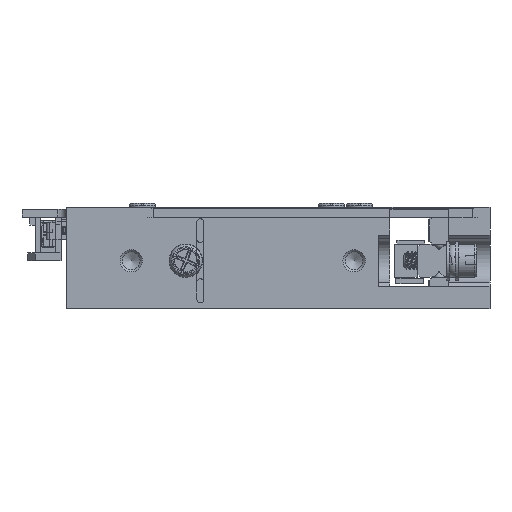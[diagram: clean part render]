
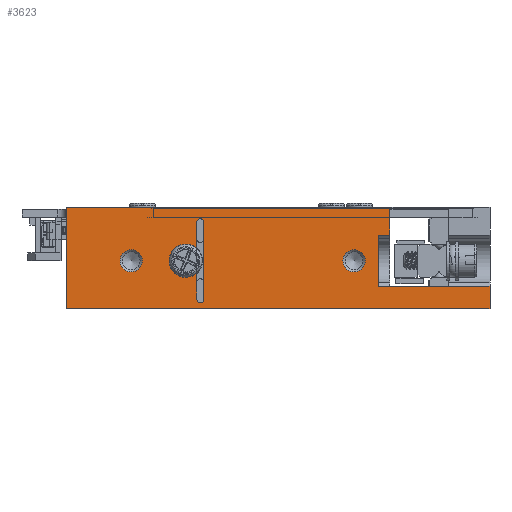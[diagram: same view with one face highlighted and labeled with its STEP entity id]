
A CAD part, left-side view. The second image highlights one B-rep face of the part: STEP entity #3623.
In plain terms, the highlighted planar face has unit normal (-1, 0, 0).
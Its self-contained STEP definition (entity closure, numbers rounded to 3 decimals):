
#995=PLANE('',#56056);
#3247=FACE_BOUND('',#9408,.T.);
#3248=FACE_BOUND('',#9409,.T.);
#3249=FACE_BOUND('',#9410,.T.);
#3250=FACE_BOUND('',#9411,.T.);
#3623=ADVANCED_FACE('',(#3247,#3248,#3249,#3250),#995,.F.);
#9408=EDGE_LOOP('',(#26452));
#9409=EDGE_LOOP('',(#26453));
#9410=EDGE_LOOP('',(#26454,#26455,#26456,#26457,#26458,#26459));
#9411=EDGE_LOOP('',(#26460,#26461,#26462,#26463,#26464,#26465,#26466,#26467,
#26468,#26469,#26470,#26471));
#12352=LINE('',#74183,#19291);
#12353=LINE('',#74188,#19292);
#12354=LINE('',#74192,#19293);
#12355=LINE('',#74195,#19294);
#12356=LINE('',#74198,#19295);
#12357=LINE('',#74200,#19296);
#12358=LINE('',#74202,#19297);
#12359=LINE('',#74204,#19298);
#12360=LINE('',#74206,#19299);
#12361=LINE('',#74208,#19300);
#12362=LINE('',#74210,#19301);
#12363=LINE('',#74212,#19302);
#12364=LINE('',#74214,#19303);
#12365=LINE('',#74216,#19304);
#12366=LINE('',#74218,#19305);
#19291=VECTOR('',#59953,1.);
#19292=VECTOR('',#59956,1.);
#19293=VECTOR('',#59959,1.);
#19294=VECTOR('',#59962,1.);
#19295=VECTOR('',#59963,1.);
#19296=VECTOR('',#59964,1.);
#19297=VECTOR('',#59965,1.);
#19298=VECTOR('',#59966,1.);
#19299=VECTOR('',#59967,1.);
#19300=VECTOR('',#59968,1.);
#19301=VECTOR('',#59969,1.);
#19302=VECTOR('',#59970,1.);
#19303=VECTOR('',#59971,1.);
#19304=VECTOR('',#59972,1.);
#19305=VECTOR('',#59973,1.);
#26452=ORIENTED_EDGE('',*,*,#47284,.T.);
#26453=ORIENTED_EDGE('',*,*,#47285,.T.);
#26454=ORIENTED_EDGE('',*,*,#47286,.F.);
#26455=ORIENTED_EDGE('',*,*,#47287,.T.);
#26456=ORIENTED_EDGE('',*,*,#47288,.F.);
#26457=ORIENTED_EDGE('',*,*,#47289,.F.);
#26458=ORIENTED_EDGE('',*,*,#47290,.F.);
#26459=ORIENTED_EDGE('',*,*,#47291,.F.);
#26460=ORIENTED_EDGE('',*,*,#47292,.F.);
#26461=ORIENTED_EDGE('',*,*,#47293,.T.);
#26462=ORIENTED_EDGE('',*,*,#47294,.F.);
#26463=ORIENTED_EDGE('',*,*,#47295,.F.);
#26464=ORIENTED_EDGE('',*,*,#47296,.T.);
#26465=ORIENTED_EDGE('',*,*,#47297,.T.);
#26466=ORIENTED_EDGE('',*,*,#47298,.T.);
#26467=ORIENTED_EDGE('',*,*,#47299,.T.);
#26468=ORIENTED_EDGE('',*,*,#47300,.T.);
#26469=ORIENTED_EDGE('',*,*,#47301,.F.);
#26470=ORIENTED_EDGE('',*,*,#47302,.T.);
#26471=ORIENTED_EDGE('',*,*,#47303,.T.);
#42022=VERTEX_POINT('',#74180);
#42023=VERTEX_POINT('',#74182);
#42024=VERTEX_POINT('',#74184);
#42025=VERTEX_POINT('',#74185);
#42026=VERTEX_POINT('',#74187);
#42027=VERTEX_POINT('',#74189);
#42028=VERTEX_POINT('',#74191);
#42029=VERTEX_POINT('',#74193);
#42030=VERTEX_POINT('',#74196);
#42031=VERTEX_POINT('',#74197);
#42032=VERTEX_POINT('',#74199);
#42033=VERTEX_POINT('',#74201);
#42034=VERTEX_POINT('',#74203);
#42035=VERTEX_POINT('',#74205);
#42036=VERTEX_POINT('',#74207);
#42037=VERTEX_POINT('',#74209);
#42038=VERTEX_POINT('',#74211);
#42039=VERTEX_POINT('',#74213);
#42040=VERTEX_POINT('',#74215);
#42041=VERTEX_POINT('',#74217);
#47284=EDGE_CURVE('',#42022,#42022,#55083,.T.);
#47285=EDGE_CURVE('',#42023,#42023,#55084,.T.);
#47286=EDGE_CURVE('',#42024,#42025,#12352,.T.);
#47287=EDGE_CURVE('',#42024,#42026,#55085,.T.);
#47288=EDGE_CURVE('',#42027,#42026,#12353,.T.);
#47289=EDGE_CURVE('',#42028,#42027,#55086,.T.);
#47290=EDGE_CURVE('',#42029,#42028,#12354,.T.);
#47291=EDGE_CURVE('',#42025,#42029,#55087,.T.);
#47292=EDGE_CURVE('',#42030,#42031,#12355,.T.);
#47293=EDGE_CURVE('',#42030,#42032,#12356,.T.);
#47294=EDGE_CURVE('',#42033,#42032,#12357,.T.);
#47295=EDGE_CURVE('',#42034,#42033,#12358,.T.);
#47296=EDGE_CURVE('',#42034,#42035,#12359,.T.);
#47297=EDGE_CURVE('',#42035,#42036,#12360,.T.);
#47298=EDGE_CURVE('',#42036,#42037,#12361,.T.);
#47299=EDGE_CURVE('',#42037,#42038,#12362,.T.);
#47300=EDGE_CURVE('',#42038,#42039,#12363,.T.);
#47301=EDGE_CURVE('',#42040,#42039,#12364,.T.);
#47302=EDGE_CURVE('',#42040,#42041,#12365,.T.);
#47303=EDGE_CURVE('',#42041,#42031,#12366,.T.);
#55083=CIRCLE('',#56051,1.);
#55084=CIRCLE('',#56052,1.);
#55085=CIRCLE('',#56053,1.);
#55086=CIRCLE('',#56054,0.325);
#55087=CIRCLE('',#56055,0.325);
#56051=AXIS2_PLACEMENT_3D('',#74179,#59949,#59950);
#56052=AXIS2_PLACEMENT_3D('',#74181,#59951,#59952);
#56053=AXIS2_PLACEMENT_3D('',#74186,#59954,#59955);
#56054=AXIS2_PLACEMENT_3D('',#74190,#59957,#59958);
#56055=AXIS2_PLACEMENT_3D('',#74194,#59960,#59961);
#56056=AXIS2_PLACEMENT_3D('',#74219,#59974,#59975);
#59949=DIRECTION('',(1.,0.,0.));
#59950=DIRECTION('',(0.,1.,0.));
#59951=DIRECTION('',(1.,0.,0.));
#59952=DIRECTION('',(0.,1.,0.));
#59953=DIRECTION('',(0.,0.,-1.));
#59954=DIRECTION('',(1.,0.,0.));
#59955=DIRECTION('',(0.,1.,0.));
#59956=DIRECTION('',(0.,0.,-1.));
#59957=DIRECTION('',(-1.,0.,0.));
#59958=DIRECTION('',(0.,0.,1.));
#59959=DIRECTION('',(0.,0.,1.));
#59960=DIRECTION('',(-1.,0.,0.));
#59961=DIRECTION('',(0.,0.,1.));
#59962=DIRECTION('',(0.,0.,-1.));
#59963=DIRECTION('',(0.,1.,0.));
#59964=DIRECTION('',(0.,0.,1.));
#59965=DIRECTION('',(0.,-1.,0.));
#59966=DIRECTION('',(0.,0.,1.));
#59967=DIRECTION('',(0.,1.,0.));
#59968=DIRECTION('',(0.,0.,1.));
#59969=DIRECTION('',(0.,-1.,0.));
#59970=DIRECTION('',(0.,0.,1.));
#59971=DIRECTION('',(0.,-1.,0.));
#59972=DIRECTION('',(0.,0.,-1.));
#59973=DIRECTION('',(0.,-1.,0.));
#59974=DIRECTION('',(1.,0.,0.));
#59975=DIRECTION('',(0.,1.,0.));
#74179=CARTESIAN_POINT('',(-15.,12.2,4.3));
#74180=CARTESIAN_POINT('',(-15.,13.2,4.3));
#74181=CARTESIAN_POINT('',(-15.,32.2,4.3));
#74182=CARTESIAN_POINT('',(-15.,33.2,4.3));
#74183=CARTESIAN_POINT('',(-15.,26.325,2.35));
#74184=CARTESIAN_POINT('',(-15.,26.325,4.078));
#74185=CARTESIAN_POINT('',(-15.,26.325,0.85));
#74186=CARTESIAN_POINT('',(-15.,27.3,4.3));
#74187=CARTESIAN_POINT('',(-15.,26.325,4.522));
#74188=CARTESIAN_POINT('',(-15.,26.325,2.35));
#74189=CARTESIAN_POINT('',(-15.,26.325,7.75));
#74190=CARTESIAN_POINT('',(-15.,26.,7.75));
#74191=CARTESIAN_POINT('',(-15.,25.675,7.75));
#74192=CARTESIAN_POINT('',(-15.,25.675,0.85));
#74193=CARTESIAN_POINT('',(-15.,25.675,0.85));
#74194=CARTESIAN_POINT('',(-15.,26.,0.85));
#74195=CARTESIAN_POINT('',(-15.,0.,9.1));
#74196=CARTESIAN_POINT('',(-15.,0.,2.009));
#74197=CARTESIAN_POINT('',(-15.,0.,0.));
#74198=CARTESIAN_POINT('',(-15.,3.7,2.009));
#74199=CARTESIAN_POINT('',(-15.,3.7,2.009));
#74200=CARTESIAN_POINT('',(-15.,3.7,2.));
#74201=CARTESIAN_POINT('',(-15.,3.7,2.));
#74202=CARTESIAN_POINT('',(-15.,9.,2.));
#74203=CARTESIAN_POINT('',(-15.,9.,2.));
#74204=CARTESIAN_POINT('',(-15.,9.,2.));
#74205=CARTESIAN_POINT('',(-15.,9.,2.009));
#74206=CARTESIAN_POINT('',(-15.,10.,2.009));
#74207=CARTESIAN_POINT('',(-15.,10.,2.009));
#74208=CARTESIAN_POINT('',(-15.,10.,2.3));
#74209=CARTESIAN_POINT('',(-15.,10.,6.591));
#74210=CARTESIAN_POINT('',(-15.,9.,6.591));
#74211=CARTESIAN_POINT('',(-15.,9.,6.591));
#74212=CARTESIAN_POINT('',(-15.,9.,2.));
#74213=CARTESIAN_POINT('',(-15.,9.,9.1));
#74214=CARTESIAN_POINT('',(-15.,38.,9.1));
#74215=CARTESIAN_POINT('',(-15.,38.,9.1));
#74216=CARTESIAN_POINT('',(-15.,38.,9.1));
#74217=CARTESIAN_POINT('',(-15.,38.,0.));
#74218=CARTESIAN_POINT('',(-15.,38.,0.));
#74219=CARTESIAN_POINT('',(-15.,38.,9.1));
